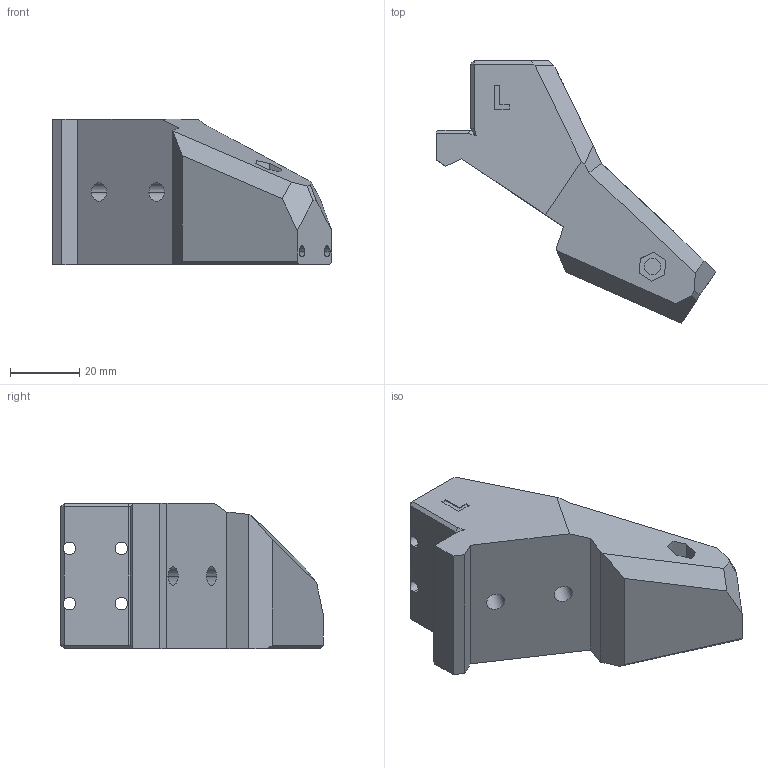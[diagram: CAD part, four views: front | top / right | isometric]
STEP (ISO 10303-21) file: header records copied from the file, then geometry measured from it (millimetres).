
FILE_DESCRIPTION (( 'STEP AP214' ), '1' );
FILE_NAME ('bed_arm_left.STEP', '2021-07-21T20:25:51', ( '' ), ( '' ), 'SwSTEP 2.0', 'SolidWorks 2020', '' );
FILE_SCHEMA (( 'AUTOMOTIVE_DESIGN' ));
Length unit declared in the file: millimetre
Products named in the file (1): bed_arm_left
Bounding box: 80.81 x 75.86 x 42 mm (x, y, z)
Volume: 80482.8 mm3; surface area: 17365.4 mm2
Topology: 1 solids, 1 shells, 141 faces, 391 edges, 256 vertices
Faces by surface type: plane 107, cylinder 34
Entity records: 4524 total; most frequent: CARTESIAN_POINT 858, ORIENTED_EDGE 782, DIRECTION 715, EDGE_CURVE 391, LINE 307, VECTOR 307, VERTEX_POINT 256, AXIS2_PLACEMENT_3D 204
